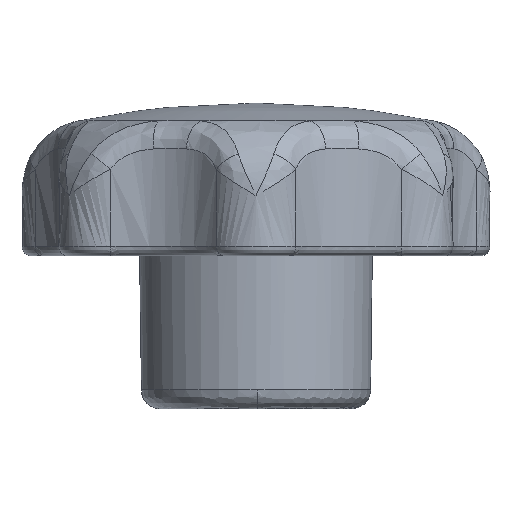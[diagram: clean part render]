
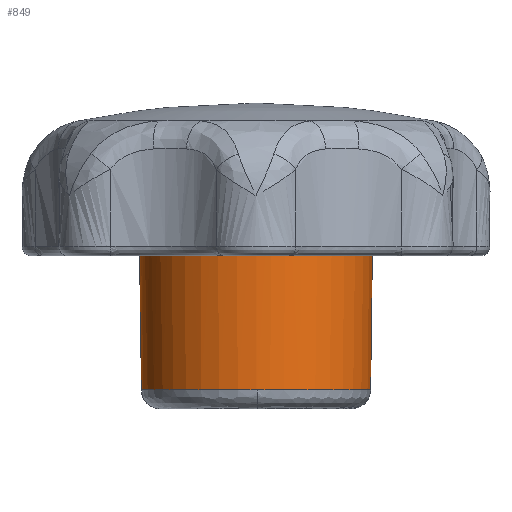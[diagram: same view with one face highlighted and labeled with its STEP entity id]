
A CAD part, left-side view. The second image highlights one B-rep face of the part: STEP entity #849.
In plain terms, the highlighted free-form (B-spline) face has degree [2, 1] with [9, 2] control points.
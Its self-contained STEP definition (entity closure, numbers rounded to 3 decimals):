
#679=CARTESIAN_POINT('',(3.944,-4.533,-7.322));
#680=CARTESIAN_POINT('',(6.277,-2.503,-7.322));
#681=CARTESIAN_POINT('',(5.981,0.576,-7.322));
#682=CARTESIAN_POINT('',(5.405,6.557,-7.322));
#683=CARTESIAN_POINT('',(-0.576,5.981,-7.322));
#684=CARTESIAN_POINT('',(-6.557,5.405,-7.322));
#685=CARTESIAN_POINT('',(-5.981,-0.576,-7.322));
#686=CARTESIAN_POINT('',(-5.405,-6.557,-7.322));
#687=CARTESIAN_POINT('',(0.576,-5.981,-7.322));
#688=CARTESIAN_POINT('',(4.051,-4.655,5.691));
#689=CARTESIAN_POINT('',(6.447,-2.57,5.691));
#690=CARTESIAN_POINT('',(6.143,0.591,5.691));
#691=CARTESIAN_POINT('',(5.551,6.734,5.691));
#692=CARTESIAN_POINT('',(-0.591,6.143,5.691));
#693=CARTESIAN_POINT('',(-6.734,5.551,5.691));
#694=CARTESIAN_POINT('',(-6.143,-0.591,5.691));
#695=CARTESIAN_POINT('',(-5.551,-6.734,5.691));
#696=CARTESIAN_POINT('',(0.591,-6.143,5.691));
#704=(BOUNDED_SURFACE()B_SPLINE_SURFACE(2,1,((#679,#688),(#680,#689),(#681,#690),(#682,#691),(#683,#692),(#684,#693),(#685,#694),(#686,#695),(#687,#696)),.UNSPECIFIED.,.F.,.F.,.U.)B_SPLINE_SURFACE_WITH_KNOTS((3,2,2,2,3),(2,2),(0.0,6.135,16.359,26.584,36.809),(0.0,13.014),.UNSPECIFIED.)GEOMETRIC_REPRESENTATION_ITEM()RATIONAL_B_SPLINE_SURFACE(((0.859,0.859),(0.824,0.824),(1.0,1.0),(0.707,0.707),(1.0,1.0),(0.707,0.707),(1.0,1.0),(0.707,0.707),(1.0,1.0)))REPRESENTATION_ITEM('')SURFACE());
#705=CARTESIAN_POINT('',(6.012,0.0,-7.012));
#706=VERTEX_POINT('',#705);
#707=CARTESIAN_POINT('',(3.947,-4.536,-7.012));
#708=VERTEX_POINT('',#707);
#709=CARTESIAN_POINT('',(6.012,0.0,-7.012));
#710=CARTESIAN_POINT('',(6.012,-2.738,-7.012));
#711=CARTESIAN_POINT('',(3.947,-4.536,-7.012));
#719=(BOUNDED_CURVE()B_SPLINE_CURVE(2,(#709,#710,#711),.UNSPECIFIED.,.F.,.U.)B_SPLINE_CURVE_WITH_KNOTS((3,3),(0.5,0.635),.UNSPECIFIED.)CURVE()GEOMETRIC_REPRESENTATION_ITEM()RATIONAL_B_SPLINE_CURVE((1.0,0.841,0.855))REPRESENTATION_ITEM(''));
#720=EDGE_CURVE('',#706,#708,#719,.T.);
#721=ORIENTED_EDGE('',*,*,#720,.F.);
#722=CARTESIAN_POINT('',(-0.419,5.998,-7.012));
#723=VERTEX_POINT('',#722);
#724=CARTESIAN_POINT('',(-0.419,5.998,-7.012));
#725=CARTESIAN_POINT('',(-0.21,6.012,-7.012));
#726=CARTESIAN_POINT('',(0.0,6.012,-7.012));
#727=CARTESIAN_POINT('',(6.012,6.012,-7.012));
#728=CARTESIAN_POINT('',(6.012,0.0,-7.012));
#736=(BOUNDED_CURVE()B_SPLINE_CURVE(2,(#724,#725,#726,#727,#728),.UNSPECIFIED.,.F.,.U.)B_SPLINE_CURVE_WITH_KNOTS((3,2,3),(0.238,0.25,0.5),.UNSPECIFIED.)CURVE()GEOMETRIC_REPRESENTATION_ITEM()RATIONAL_B_SPLINE_CURVE((0.973,0.986,1.0,0.707,1.0))REPRESENTATION_ITEM(''));
#737=EDGE_CURVE('',#723,#706,#736,.T.);
#738=ORIENTED_EDGE('',*,*,#737,.F.);
#739=CARTESIAN_POINT('',(-6.012,0.0,-7.012));
#740=VERTEX_POINT('',#739);
#741=CARTESIAN_POINT('',(-6.012,0.0,-7.012));
#742=CARTESIAN_POINT('',(-6.012,5.607,-7.012));
#743=CARTESIAN_POINT('',(-0.419,5.998,-7.012));
#751=(BOUNDED_CURVE()B_SPLINE_CURVE(2,(#741,#742,#743),.UNSPECIFIED.,.F.,.U.)B_SPLINE_CURVE_WITH_KNOTS((3,3),(0.0,0.238),.UNSPECIFIED.)CURVE()GEOMETRIC_REPRESENTATION_ITEM()RATIONAL_B_SPLINE_CURVE((1.0,0.721,0.973))REPRESENTATION_ITEM(''));
#752=EDGE_CURVE('',#740,#723,#751,.T.);
#753=ORIENTED_EDGE('',*,*,#752,.F.);
#754=CARTESIAN_POINT('',(-6.012,-0.076,-7.012));
#755=VERTEX_POINT('',#754);
#756=CARTESIAN_POINT('',(-6.012,-0.076,-7.012));
#757=CARTESIAN_POINT('',(-6.012,-0.038,-7.012));
#758=CARTESIAN_POINT('',(-6.012,0.0,-7.012));
#766=(BOUNDED_CURVE()B_SPLINE_CURVE(2,(#756,#757,#758),.UNSPECIFIED.,.F.,.U.)B_SPLINE_CURVE_WITH_KNOTS((3,3),(0.998,1.0),.UNSPECIFIED.)CURVE()GEOMETRIC_REPRESENTATION_ITEM()RATIONAL_B_SPLINE_CURVE((0.995,0.997,1.0))REPRESENTATION_ITEM(''));
#767=EDGE_CURVE('',#755,#740,#766,.T.);
#768=ORIENTED_EDGE('',*,*,#767,.F.);
#769=CARTESIAN_POINT('',(0.576,-5.985,-7.012));
#770=VERTEX_POINT('',#769);
#771=CARTESIAN_POINT('',(0.576,-5.985,-7.012));
#772=CARTESIAN_POINT('',(0.289,-6.012,-7.012));
#773=CARTESIAN_POINT('',(0.0,-6.012,-7.012));
#774=CARTESIAN_POINT('',(-5.937,-6.012,-7.012));
#775=CARTESIAN_POINT('',(-6.012,-0.076,-7.012));
#783=(BOUNDED_CURVE()B_SPLINE_CURVE(2,(#771,#772,#773,#774,#775),.UNSPECIFIED.,.F.,.U.)B_SPLINE_CURVE_WITH_KNOTS((3,2,3),(0.733,0.75,0.998),.UNSPECIFIED.)CURVE()GEOMETRIC_REPRESENTATION_ITEM()RATIONAL_B_SPLINE_CURVE((0.964,0.98,1.0,0.71,0.995))REPRESENTATION_ITEM(''));
#784=EDGE_CURVE('',#770,#755,#783,.T.);
#785=ORIENTED_EDGE('',*,*,#784,.F.);
#786=CARTESIAN_POINT('',(0.591,-6.139,5.373));
#787=VERTEX_POINT('',#786);
#788=CARTESIAN_POINT('',(0.576,-5.985,-7.012));
#789=CARTESIAN_POINT('',(0.591,-6.139,5.373));
#790=QUASI_UNIFORM_CURVE('',1,(#788,#789),.UNSPECIFIED.,.F.,.U.);
#791=EDGE_CURVE('',#770,#787,#790,.T.);
#792=ORIENTED_EDGE('',*,*,#791,.T.);
#793=CARTESIAN_POINT('',(-6.167,0.0,5.373));
#794=VERTEX_POINT('',#793);
#795=CARTESIAN_POINT('',(0.591,-6.139,5.373));
#796=CARTESIAN_POINT('',(0.296,-6.167,5.373));
#797=CARTESIAN_POINT('',(0.0,-6.167,5.373));
#798=CARTESIAN_POINT('',(-6.167,-6.167,5.373));
#799=CARTESIAN_POINT('',(-6.167,0.0,5.373));
#807=(BOUNDED_CURVE()B_SPLINE_CURVE(2,(#795,#796,#797,#798,#799),.UNSPECIFIED.,.F.,.U.)B_SPLINE_CURVE_WITH_KNOTS((3,2,3),(0.733,0.75,1.0),.UNSPECIFIED.)CURVE()GEOMETRIC_REPRESENTATION_ITEM()RATIONAL_B_SPLINE_CURVE((0.964,0.98,1.0,0.707,1.0))REPRESENTATION_ITEM(''));
#808=EDGE_CURVE('',#787,#794,#807,.T.);
#809=ORIENTED_EDGE('',*,*,#808,.T.);
#810=CARTESIAN_POINT('',(6.167,0.0,5.373));
#811=VERTEX_POINT('',#810);
#812=CARTESIAN_POINT('',(-6.167,0.0,5.373));
#813=CARTESIAN_POINT('',(-6.167,6.167,5.373));
#814=CARTESIAN_POINT('',(0.0,6.167,5.373));
#815=CARTESIAN_POINT('',(6.167,6.167,5.373));
#816=CARTESIAN_POINT('',(6.167,0.0,5.373));
#824=(BOUNDED_CURVE()B_SPLINE_CURVE(2,(#812,#813,#814,#815,#816),.UNSPECIFIED.,.F.,.U.)B_SPLINE_CURVE_WITH_KNOTS((3,2,3),(0.0,0.25,0.5),.UNSPECIFIED.)CURVE()GEOMETRIC_REPRESENTATION_ITEM()RATIONAL_B_SPLINE_CURVE((1.0,0.707,1.0,0.707,1.0))REPRESENTATION_ITEM(''));
#825=EDGE_CURVE('',#794,#811,#824,.T.);
#826=ORIENTED_EDGE('',*,*,#825,.T.);
#827=CARTESIAN_POINT('',(4.048,-4.652,5.373));
#828=VERTEX_POINT('',#827);
#829=CARTESIAN_POINT('',(6.167,0.0,5.373));
#830=CARTESIAN_POINT('',(6.167,-2.809,5.373));
#831=CARTESIAN_POINT('',(4.048,-4.652,5.373));
#839=(BOUNDED_CURVE()B_SPLINE_CURVE(2,(#829,#830,#831),.UNSPECIFIED.,.F.,.U.)B_SPLINE_CURVE_WITH_KNOTS((3,3),(0.5,0.635),.UNSPECIFIED.)CURVE()GEOMETRIC_REPRESENTATION_ITEM()RATIONAL_B_SPLINE_CURVE((1.0,0.841,0.855))REPRESENTATION_ITEM(''));
#840=EDGE_CURVE('',#811,#828,#839,.T.);
#841=ORIENTED_EDGE('',*,*,#840,.T.);
#842=CARTESIAN_POINT('',(3.947,-4.536,-7.012));
#843=CARTESIAN_POINT('',(4.048,-4.652,5.373));
#844=QUASI_UNIFORM_CURVE('',1,(#842,#843),.UNSPECIFIED.,.F.,.U.);
#845=EDGE_CURVE('',#708,#828,#844,.T.);
#846=ORIENTED_EDGE('',*,*,#845,.F.);
#847=EDGE_LOOP('',(#721,#738,#753,#768,#785,#792,#809,#826,#841,#846));
#848=FACE_OUTER_BOUND('',#847,.T.);
#849=ADVANCED_FACE('',(#848),#704,.T.);
